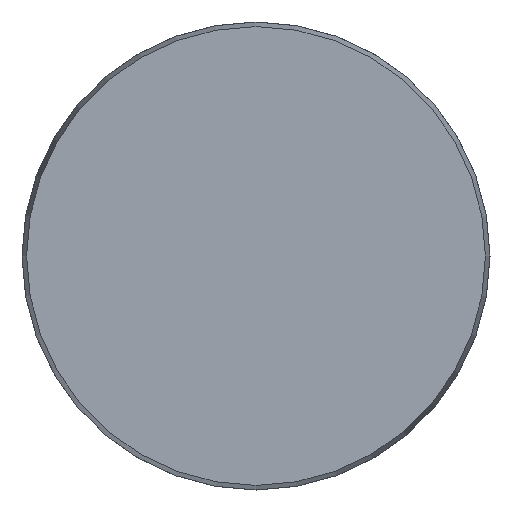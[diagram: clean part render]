
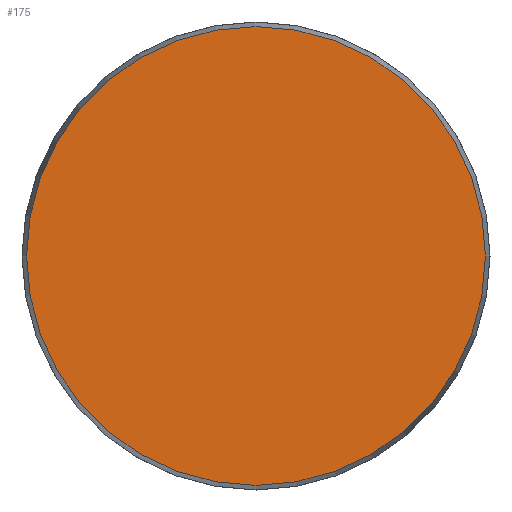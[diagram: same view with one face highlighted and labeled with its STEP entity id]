
A CAD part, front view. The second image highlights one B-rep face of the part: STEP entity #175.
In plain terms, the highlighted planar face has unit normal (0, -1, 0).
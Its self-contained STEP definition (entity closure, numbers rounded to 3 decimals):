
#31 = EDGE_LOOP ( 'NONE', ( #566 ) ) ;
#88 = EDGE_CURVE ( 'NONE', #540, #540, #113, .T. ) ;
#113 = CIRCLE ( 'NONE', #383, 28.425 ) ;
#136 = FACE_OUTER_BOUND ( 'NONE', #31, .T. ) ;
#175 = ADVANCED_FACE ( 'NONE', ( #136 ), #187, .F. ) ;
#187 = PLANE ( 'NONE',  #546 ) ;
#197 = CARTESIAN_POINT ( 'NONE',  ( -28.425, 0., 0. ) ) ;
#311 = DIRECTION ( 'NONE',  ( 0., 0., 1. ) ) ;
#383 = AXIS2_PLACEMENT_3D ( 'NONE', #515, #684, #409 ) ;
#409 = DIRECTION ( 'NONE',  ( 0., 0., -1. ) ) ;
#417 = DIRECTION ( 'NONE',  ( 0., 1., 0. ) ) ;
#515 = CARTESIAN_POINT ( 'NONE',  ( 0., 0., 0. ) ) ;
#540 = VERTEX_POINT ( 'NONE', #544 ) ;
#544 = CARTESIAN_POINT ( 'NONE',  ( 0., 0., -28.425 ) ) ;
#546 = AXIS2_PLACEMENT_3D ( 'NONE', #197, #417, #311 ) ;
#566 = ORIENTED_EDGE ( 'NONE', *, *, #88, .T. ) ;
#684 = DIRECTION ( 'NONE',  ( 0., -1., 0. ) ) ;
